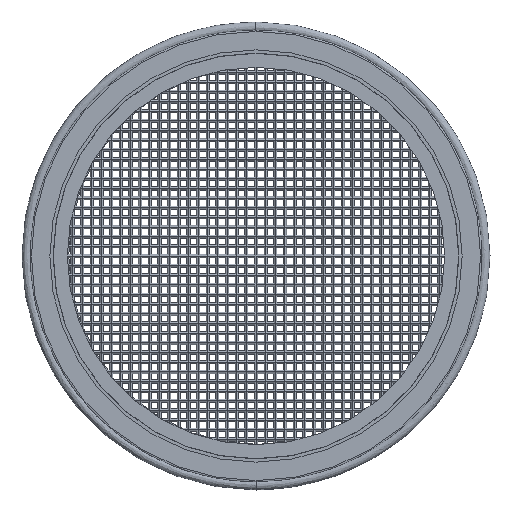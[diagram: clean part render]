
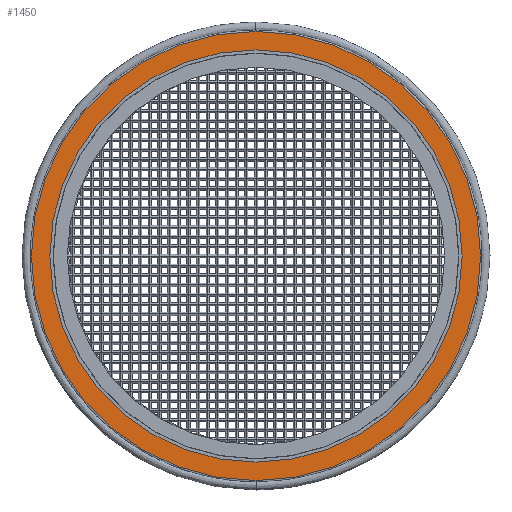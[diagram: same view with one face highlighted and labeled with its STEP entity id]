
A CAD part, left-side view. The second image highlights one B-rep face of the part: STEP entity #1450.
In plain terms, the highlighted planar face has unit normal (-1, 0, 0).
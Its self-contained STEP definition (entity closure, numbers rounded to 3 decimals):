
#1450=ADVANCED_FACE('',(#1594,#1595),#1593,.T.);
#1593=PLANE('',#2718);
#1594=FACE_OUTER_BOUND('',#2719,.T.);
#1595=FACE_BOUND('',#2720,.T.);
#2715=CARTESIAN_POINT('',(-1.95,-105.869,-120.7));
#2716=DIRECTION('',(-1.,0.,0.));
#2717=DIRECTION('',(0.,0.,1.));
#2718=AXIS2_PLACEMENT_3D('',#2715,#2716,#2717);
#2719=EDGE_LOOP('',(#3471,#3472));
#2720=EDGE_LOOP('',(#3473,#3474));
#3471=ORIENTED_EDGE('',*,*,#3843,.T.);
#3472=ORIENTED_EDGE('',*,*,#3844,.T.);
#3473=ORIENTED_EDGE('',*,*,#3845,.F.);
#3474=ORIENTED_EDGE('',*,*,#3846,.F.);
#3843=EDGE_CURVE('',#4101,#4102,#4103,.T.);
#3844=EDGE_CURVE('',#4102,#4101,#4109,.T.);
#3845=EDGE_CURVE('',#4115,#4116,#4117,.T.);
#3846=EDGE_CURVE('',#4116,#4115,#4123,.T.);
#4101=VERTEX_POINT('',#5313);
#4102=VERTEX_POINT('',#5314);
#4103=CIRCLE('',#5318,55.35);
#4109=CIRCLE('',#5322,55.35);
#4115=VERTEX_POINT('',#5323);
#4116=VERTEX_POINT('',#5324);
#4117=CIRCLE('',#5328,50.8);
#4123=CIRCLE('',#5332,50.8);
#5313=CARTESIAN_POINT('',(-1.95,0.,55.35));
#5314=CARTESIAN_POINT('',(-1.95,0.,-55.35));
#5315=CARTESIAN_POINT('',(-1.95,0.,0.));
#5316=DIRECTION('',(-1.,0.,0.));
#5317=DIRECTION('',(0.,0.,1.));
#5318=AXIS2_PLACEMENT_3D('',#5315,#5316,#5317);
#5319=CARTESIAN_POINT('',(-1.95,0.,0.));
#5320=DIRECTION('',(-1.,0.,0.));
#5321=DIRECTION('',(0.,0.,1.));
#5322=AXIS2_PLACEMENT_3D('',#5319,#5320,#5321);
#5323=CARTESIAN_POINT('',(-1.95,0.,-50.8));
#5324=CARTESIAN_POINT('',(-1.95,0.,50.8));
#5325=CARTESIAN_POINT('',(-1.95,0.,0.));
#5326=DIRECTION('',(-1.,0.,0.));
#5327=DIRECTION('',(0.,0.,1.));
#5328=AXIS2_PLACEMENT_3D('',#5325,#5326,#5327);
#5329=CARTESIAN_POINT('',(-1.95,0.,0.));
#5330=DIRECTION('',(-1.,0.,0.));
#5331=DIRECTION('',(0.,0.,1.));
#5332=AXIS2_PLACEMENT_3D('',#5329,#5330,#5331);
